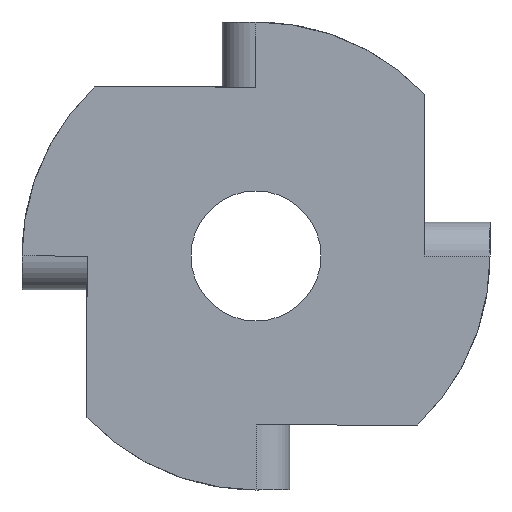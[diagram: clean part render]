
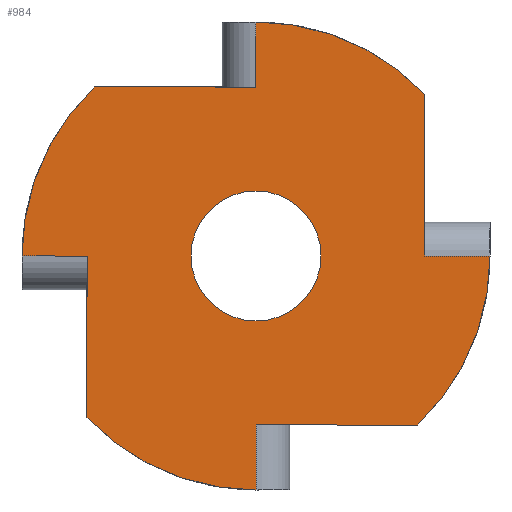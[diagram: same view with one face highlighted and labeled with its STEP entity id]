
A CAD part, front view. The second image highlights one B-rep face of the part: STEP entity #984.
In plain terms, the highlighted planar face has unit normal (0, -1, 0).
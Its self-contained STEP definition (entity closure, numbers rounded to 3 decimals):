
#1 = ORIENTED_EDGE ( 'NONE', *, *, #782, .F. ) ;
#6 = DIRECTION ( 'NONE',  ( 0., 0., 1. ) ) ;
#15 = VECTOR ( 'NONE', #660, 1000. ) ;
#18 = ORIENTED_EDGE ( 'NONE', *, *, #913, .T. ) ;
#23 = EDGE_CURVE ( 'NONE', #718, #191, #255, .T. ) ;
#42 = AXIS2_PLACEMENT_3D ( 'NONE', #212, #954, #1275 ) ;
#52 = CARTESIAN_POINT ( 'NONE',  ( 0., 0., -6.5 ) ) ;
#59 = AXIS2_PLACEMENT_3D ( 'NONE', #326, #1278, #963 ) ;
#70 = DIRECTION ( 'NONE',  ( 0., 0., 1. ) ) ;
#75 = EDGE_CURVE ( 'NONE', #568, #1360, #582, .T. ) ;
#78 = CARTESIAN_POINT ( 'NONE',  ( 0., 0., -6.5 ) ) ;
#86 = VECTOR ( 'NONE', #1189, 1000. ) ;
#93 = FACE_BOUND ( 'NONE', #158, .T. ) ;
#112 = EDGE_CURVE ( 'NONE', #428, #1316, #396, .T. ) ;
#152 = AXIS2_PLACEMENT_3D ( 'NONE', #254, #475, #993 ) ;
#158 = EDGE_LOOP ( 'NONE', ( #996, #488 ) ) ;
#176 = DIRECTION ( 'NONE',  ( 0., 1., 0. ) ) ;
#186 = EDGE_CURVE ( 'NONE', #767, #1286, #537, .T. ) ;
#187 = DIRECTION ( 'NONE',  ( 0., 1., 0. ) ) ;
#191 = VERTEX_POINT ( 'NONE', #1290 ) ;
#212 = CARTESIAN_POINT ( 'NONE',  ( 0., 0., 0. ) ) ;
#254 = CARTESIAN_POINT ( 'NONE',  ( 0., 0., 0. ) ) ;
#255 = LINE ( 'NONE', #1121, #905 ) ;
#256 = CARTESIAN_POINT ( 'NONE',  ( -6.225, 0., 6.5 ) ) ;
#283 = EDGE_CURVE ( 'NONE', #1360, #568, #1330, .T. ) ;
#286 = CARTESIAN_POINT ( 'NONE',  ( 0., 0., -6.5 ) ) ;
#297 = LINE ( 'NONE', #1160, #1000 ) ;
#301 = LINE ( 'NONE', #52, #1194 ) ;
#313 = CARTESIAN_POINT ( 'NONE',  ( 0., 0., -2.5 ) ) ;
#326 = CARTESIAN_POINT ( 'NONE',  ( 0., 0., 0. ) ) ;
#330 = LINE ( 'NONE', #423, #86 ) ;
#359 = ORIENTED_EDGE ( 'NONE', *, *, #871, .T. ) ;
#361 = VECTOR ( 'NONE', #400, 1000. ) ;
#366 = EDGE_CURVE ( 'NONE', #878, #428, #301, .T. ) ;
#372 = CARTESIAN_POINT ( 'NONE',  ( -6.5, 0., -6.225 ) ) ;
#388 = CARTESIAN_POINT ( 'NONE',  ( 0., 0., 0. ) ) ;
#391 = CARTESIAN_POINT ( 'NONE',  ( 0., 0., 0. ) ) ;
#396 = LINE ( 'NONE', #286, #808 ) ;
#400 = DIRECTION ( 'NONE',  ( -1., 0., 0. ) ) ;
#423 = CARTESIAN_POINT ( 'NONE',  ( -6.5, 0., 0. ) ) ;
#428 = VERTEX_POINT ( 'NONE', #78 ) ;
#432 = LINE ( 'NONE', #1402, #1087 ) ;
#434 = ORIENTED_EDGE ( 'NONE', *, *, #1318, .F. ) ;
#453 = ORIENTED_EDGE ( 'NONE', *, *, #722, .T. ) ;
#475 = DIRECTION ( 'NONE',  ( 0., 1., 0. ) ) ;
#485 = EDGE_CURVE ( 'NONE', #767, #925, #928, .T. ) ;
#486 = CARTESIAN_POINT ( 'NONE',  ( 9., 0., 0. ) ) ;
#488 = ORIENTED_EDGE ( 'NONE', *, *, #283, .T. ) ;
#490 = DIRECTION ( 'NONE',  ( 0., 1., 0. ) ) ;
#496 = CIRCLE ( 'NONE', #42, 9. ) ;
#532 = CARTESIAN_POINT ( 'NONE',  ( 0., 0., 6.5 ) ) ;
#537 = LINE ( 'NONE', #973, #15 ) ;
#562 = CIRCLE ( 'NONE', #1261, 9. ) ;
#565 = CARTESIAN_POINT ( 'NONE',  ( 0., 0., 2.5 ) ) ;
#568 = VERTEX_POINT ( 'NONE', #565 ) ;
#582 = CIRCLE ( 'NONE', #1368, 2.5 ) ;
#614 = ORIENTED_EDGE ( 'NONE', *, *, #1220, .F. ) ;
#622 = DIRECTION ( 'NONE',  ( 1., 0., 0. ) ) ;
#660 = DIRECTION ( 'NONE',  ( 0., 0., -1. ) ) ;
#663 = FACE_OUTER_BOUND ( 'NONE', #1270, .T. ) ;
#676 = AXIS2_PLACEMENT_3D ( 'NONE', #777, #1211, #6 ) ;
#682 = VERTEX_POINT ( 'NONE', #789 ) ;
#685 = ORIENTED_EDGE ( 'NONE', *, *, #1362, .T. ) ;
#712 = CARTESIAN_POINT ( 'NONE',  ( 0., 0., 9. ) ) ;
#716 = DIRECTION ( 'NONE',  ( 1., 0., 0. ) ) ;
#718 = VERTEX_POINT ( 'NONE', #486 ) ;
#722 = EDGE_CURVE ( 'NONE', #1286, #1027, #935, .T. ) ;
#730 = VERTEX_POINT ( 'NONE', #1148 ) ;
#742 = CARTESIAN_POINT ( 'NONE',  ( 6.225, 0., -6.5 ) ) ;
#765 = PLANE ( 'NONE',  #676 ) ;
#767 = VERTEX_POINT ( 'NONE', #712 ) ;
#777 = CARTESIAN_POINT ( 'NONE',  ( 0., 0., 0. ) ) ;
#782 = EDGE_CURVE ( 'NONE', #878, #1178, #562, .T. ) ;
#789 = CARTESIAN_POINT ( 'NONE',  ( -6.5, 0., 0. ) ) ;
#799 = DIRECTION ( 'NONE',  ( -1., 0., 0. ) ) ;
#808 = VECTOR ( 'NONE', #716, 1000. ) ;
#817 = DIRECTION ( 'NONE',  ( 0., 0., 1. ) ) ;
#852 = CARTESIAN_POINT ( 'NONE',  ( 0., 0., -9. ) ) ;
#862 = DIRECTION ( 'NONE',  ( 0., 0., 1. ) ) ;
#864 = ORIENTED_EDGE ( 'NONE', *, *, #112, .T. ) ;
#871 = EDGE_CURVE ( 'NONE', #682, #1178, #330, .T. ) ;
#878 = VERTEX_POINT ( 'NONE', #852 ) ;
#905 = VECTOR ( 'NONE', #799, 1000. ) ;
#913 = EDGE_CURVE ( 'NONE', #191, #925, #432, .T. ) ;
#925 = VERTEX_POINT ( 'NONE', #1284 ) ;
#928 = CIRCLE ( 'NONE', #59, 9. ) ;
#935 = LINE ( 'NONE', #1048, #361 ) ;
#948 = ORIENTED_EDGE ( 'NONE', *, *, #366, .T. ) ;
#954 = DIRECTION ( 'NONE',  ( 0., 1., 0. ) ) ;
#963 = DIRECTION ( 'NONE',  ( 0., 0., 1. ) ) ;
#973 = CARTESIAN_POINT ( 'NONE',  ( 0., 0., 6.5 ) ) ;
#984 = ADVANCED_FACE ( 'NONE', ( #93, #663 ), #765, .F. ) ;
#993 = DIRECTION ( 'NONE',  ( 0., 0., 1. ) ) ;
#996 = ORIENTED_EDGE ( 'NONE', *, *, #75, .T. ) ;
#1000 = VECTOR ( 'NONE', #622, 1000. ) ;
#1027 = VERTEX_POINT ( 'NONE', #256 ) ;
#1036 = DIRECTION ( 'NONE',  ( 0., 0., 1. ) ) ;
#1048 = CARTESIAN_POINT ( 'NONE',  ( 0., 0., 6.5 ) ) ;
#1054 = CARTESIAN_POINT ( 'NONE',  ( 0., 0., 0. ) ) ;
#1083 = ORIENTED_EDGE ( 'NONE', *, *, #186, .T. ) ;
#1087 = VECTOR ( 'NONE', #862, 1000. ) ;
#1103 = ORIENTED_EDGE ( 'NONE', *, *, #485, .F. ) ;
#1121 = CARTESIAN_POINT ( 'NONE',  ( 6.5, 0., 0. ) ) ;
#1144 = DIRECTION ( 'NONE',  ( 0., 0., 1. ) ) ;
#1148 = CARTESIAN_POINT ( 'NONE',  ( -9., 0., 0. ) ) ;
#1160 = CARTESIAN_POINT ( 'NONE',  ( -6.5, 0., 0. ) ) ;
#1166 = ORIENTED_EDGE ( 'NONE', *, *, #23, .T. ) ;
#1178 = VERTEX_POINT ( 'NONE', #372 ) ;
#1189 = DIRECTION ( 'NONE',  ( 0., 0., -1. ) ) ;
#1194 = VECTOR ( 'NONE', #1144, 1000. ) ;
#1211 = DIRECTION ( 'NONE',  ( 0., 1., 0. ) ) ;
#1219 = AXIS2_PLACEMENT_3D ( 'NONE', #388, #176, #70 ) ;
#1220 = EDGE_CURVE ( 'NONE', #730, #1027, #1314, .T. ) ;
#1261 = AXIS2_PLACEMENT_3D ( 'NONE', #1054, #490, #1036 ) ;
#1270 = EDGE_LOOP ( 'NONE', ( #614, #685, #359, #1, #948, #864, #434, #1166, #18, #1103, #1083, #453 ) ) ;
#1275 = DIRECTION ( 'NONE',  ( 0., 0., 1. ) ) ;
#1278 = DIRECTION ( 'NONE',  ( 0., 1., 0. ) ) ;
#1284 = CARTESIAN_POINT ( 'NONE',  ( 6.5, 0., 6.225 ) ) ;
#1286 = VERTEX_POINT ( 'NONE', #532 ) ;
#1290 = CARTESIAN_POINT ( 'NONE',  ( 6.5, 0., 0. ) ) ;
#1314 = CIRCLE ( 'NONE', #1219, 9. ) ;
#1316 = VERTEX_POINT ( 'NONE', #742 ) ;
#1318 = EDGE_CURVE ( 'NONE', #718, #1316, #496, .T. ) ;
#1330 = CIRCLE ( 'NONE', #152, 2.5 ) ;
#1360 = VERTEX_POINT ( 'NONE', #313 ) ;
#1362 = EDGE_CURVE ( 'NONE', #730, #682, #297, .T. ) ;
#1368 = AXIS2_PLACEMENT_3D ( 'NONE', #391, #187, #817 ) ;
#1402 = CARTESIAN_POINT ( 'NONE',  ( 6.5, 0., 0. ) ) ;
